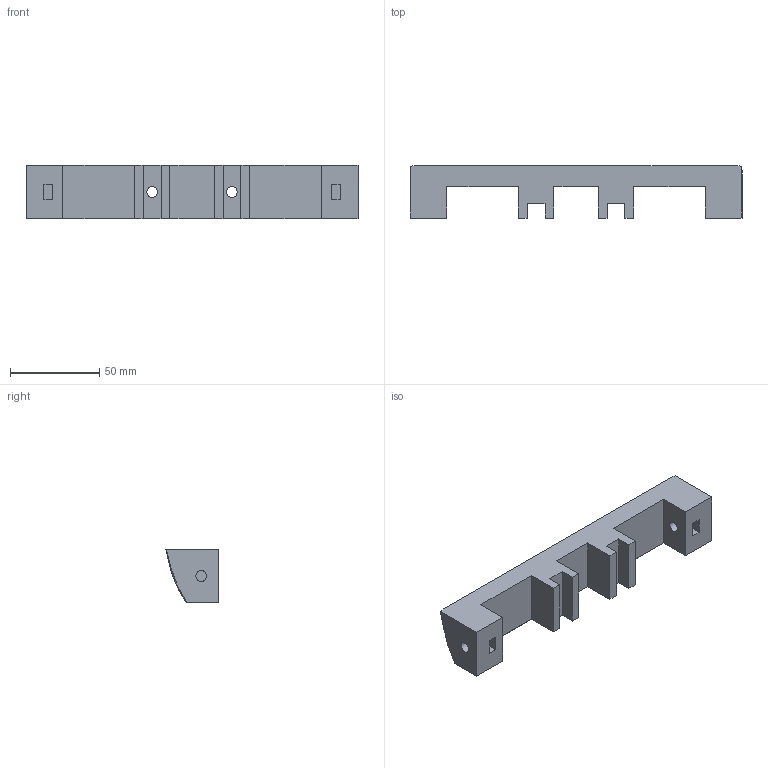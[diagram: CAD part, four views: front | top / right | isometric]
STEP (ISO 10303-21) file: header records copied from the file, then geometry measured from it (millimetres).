
FILE_DESCRIPTION(/* description */ (''),/* implementation_level */ '2;1');
FILE_NAME(/* name */ '22d521c8-d305-48ee-ba64-98ef5bb790a3.stp',/* time_stamp */ '2019-03-12T21:00:09+01:00',/* author */ (''),/* organization */ (''),/* preprocessor_version */ 'ST-DEVELOPER v17.2',/* originating_system */ 'Autodesk Translation Framework v7.6.0.251',/* authorisation */ '');
FILE_SCHEMA (('AUTOMOTIVE_DESIGN { 1 0 10303 214 3 1 1 }'));
Length unit declared in the file: millimetre
Products named in the file (1): BackUpper
Bounding box: 186 x 29.27 x 30 mm (x, y, z)
Volume: 74431.9 mm3; surface area: 23738.8 mm2
Topology: 1 solids, 1 shells, 49 faces, 137 edges, 94 vertices
Faces by surface type: plane 37, cylinder 8, bspline 4
Full cylindrical faces by diameter (mm): 6 x6, 9 x2
Entity records: 2042 total; most frequent: CARTESIAN_POINT 722, ORIENTED_EDGE 274, DIRECTION 236, EDGE_CURVE 137, LINE 104, VECTOR 104, VERTEX_POINT 94, AXIS2_PLACEMENT_3D 66
